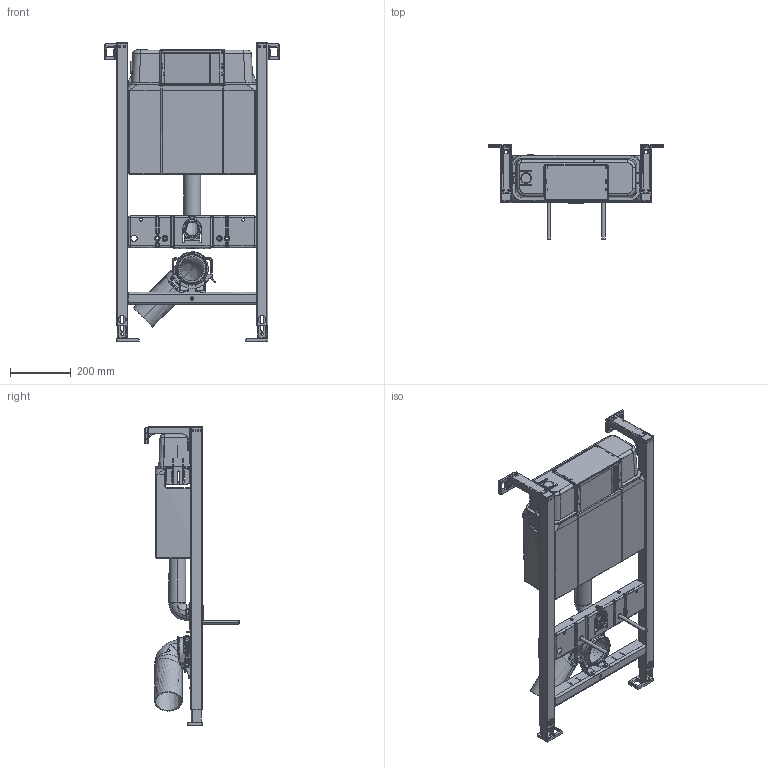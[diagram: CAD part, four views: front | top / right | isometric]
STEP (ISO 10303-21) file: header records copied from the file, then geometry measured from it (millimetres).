
FILE_DESCRIPTION(/* description */ (''),/* implementation_level */ '2;1');
FILE_NAME(/* name */ 'WD1019',/* time_stamp */ '2021-06-28T15:02:59+02:00',/* author */ (''),/* organization */ (''),/* preprocessor_version */ 'ST-DEVELOPER v15',/* originating_system */ '',/* authorisation */ '');
FILE_SCHEMA (('AUTOMOTIVE_DESIGN'));
Products named in the file (2): Document; Block 01
Assembly tree (1 placements, depth 2):
  Document
    Block 01
Bounding box: 577.65 x 311.5 x 986.5 mm (x, y, z)
Volume: 1735048.9 mm3; surface area: 2125904.4 mm2
Topology: 24 solids, 33 shells, 6675 faces, 17609 edges, 10935 vertices
Faces by surface type: plane 3574, bspline 3101
Entity records: 290008 total; most frequent: CARTESIAN_POINT 183618, ORIENTED_EDGE 34805, EDGE_CURVE 17497, B_SPLINE_CURVE_WITH_KNOTS 11481, VERTEX_POINT 10935, EDGE_LOOP 7018, ADVANCED_FACE 6675, FACE_OUTER_BOUND 6675
